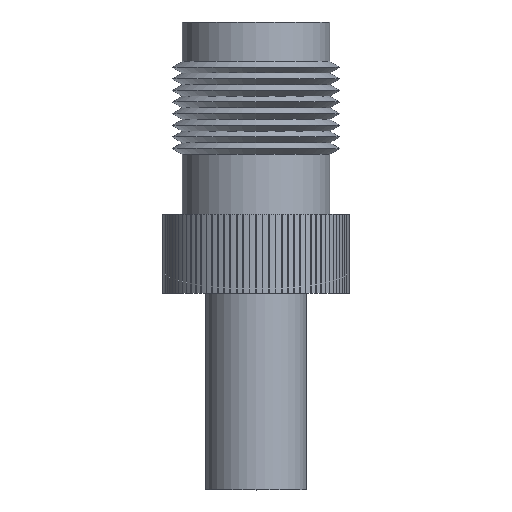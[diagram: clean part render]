
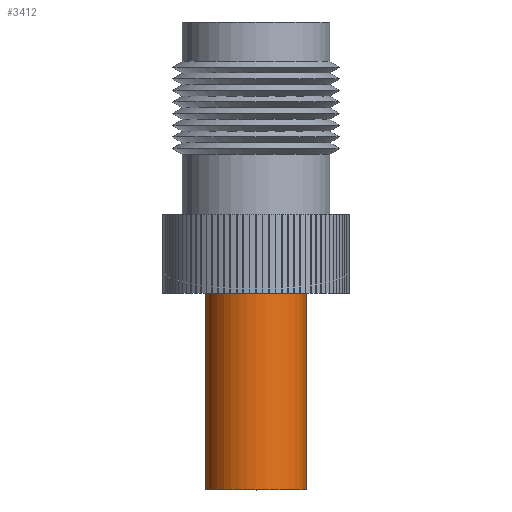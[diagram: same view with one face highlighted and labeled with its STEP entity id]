
A CAD part, top view. The second image highlights one B-rep face of the part: STEP entity #3412.
In plain terms, the highlighted cylindrical face has radius 3.251 mm (diameter 6.502 mm), a partial arc.
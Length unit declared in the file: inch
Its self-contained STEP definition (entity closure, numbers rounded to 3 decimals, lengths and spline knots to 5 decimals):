
#3357 = EDGE_CURVE ( 'NONE', #3367, #3358, #9309, .T. ) ;
#3358 = VERTEX_POINT ( 'NONE', #9305 ) ;
#3361 = VERTEX_POINT ( 'NONE', #9291 ) ;
#3363 = EDGE_CURVE ( 'NONE', #3368, #3361, #9290, .T. ) ;
#3367 = VERTEX_POINT ( 'NONE', #9281 ) ;
#3368 = VERTEX_POINT ( 'NONE', #9280 ) ;
#3412 = ADVANCED_FACE ( 'NONE', ( #9624 ), #9623, .T. ) ;
#3413 = EDGE_LOOP ( 'NONE', ( #3414, #3415, #3416, #3417 ) ) ;
#3414 = ORIENTED_EDGE ( 'NONE', *, *, #3357, .F. ) ;
#3415 = ORIENTED_EDGE ( 'NONE', *, *, #3438, .F. ) ;
#3416 = ORIENTED_EDGE ( 'NONE', *, *, #3363, .T. ) ;
#3417 = ORIENTED_EDGE ( 'NONE', *, *, #3447, .T. ) ;
#3438 = EDGE_CURVE ( 'NONE', #3368, #3367, #9497, .T. ) ;
#3447 = EDGE_CURVE ( 'NONE', #3361, #3358, #9480, .T. ) ;
#9280 = CARTESIAN_POINT ( 'NONE',  ( -0.128, 0., 0.25 ) ) ;
#9281 = CARTESIAN_POINT ( 'NONE',  ( 0.128, 0., 0.25 ) ) ;
#9287 = DIRECTION ( 'NONE',  ( 0., 0., -1. ) ) ;
#9288 = VECTOR ( 'NONE', #9287, 39.37008 ) ;
#9289 = CARTESIAN_POINT ( 'NONE',  ( -0.128, 0., 0.25 ) ) ;
#9290 = LINE ( 'NONE', #9289, #9288 ) ;
#9291 = CARTESIAN_POINT ( 'NONE',  ( -0.128, 0., -0.25 ) ) ;
#9305 = CARTESIAN_POINT ( 'NONE',  ( 0.128, 0., -0.25 ) ) ;
#9306 = DIRECTION ( 'NONE',  ( 0., 0., -1. ) ) ;
#9307 = VECTOR ( 'NONE', #9306, 39.37008 ) ;
#9308 = CARTESIAN_POINT ( 'NONE',  ( 0.128, 0., 0.25 ) ) ;
#9309 = LINE ( 'NONE', #9308, #9307 ) ;
#9436 = DIRECTION ( 'NONE',  ( 1., 0., 0. ) ) ;
#9477 = DIRECTION ( 'NONE',  ( 0., 0., 1. ) ) ;
#9478 = CARTESIAN_POINT ( 'NONE',  ( 0., 0., -0.25 ) ) ;
#9479 = AXIS2_PLACEMENT_3D ( 'NONE', #9478, #9477, #9436 ) ;
#9480 = CIRCLE ( 'NONE', #9479, 0.128 ) ;
#9493 = DIRECTION ( 'NONE',  ( 1., 0., 0. ) ) ;
#9494 = DIRECTION ( 'NONE',  ( 0., 0., 1. ) ) ;
#9495 = CARTESIAN_POINT ( 'NONE',  ( 0., 0., 0.25 ) ) ;
#9496 = AXIS2_PLACEMENT_3D ( 'NONE', #9495, #9494, #9493 ) ;
#9497 = CIRCLE ( 'NONE', #9496, 0.128 ) ;
#9504 = DIRECTION ( 'NONE',  ( -1., 0., 0. ) ) ;
#9505 = DIRECTION ( 'NONE',  ( 0., 0., -1. ) ) ;
#9506 = CARTESIAN_POINT ( 'NONE',  ( 0., 0., 0.25 ) ) ;
#9507 = AXIS2_PLACEMENT_3D ( 'NONE', #9506, #9505, #9504 ) ;
#9623 = CYLINDRICAL_SURFACE ( 'NONE', #9507, 0.128 ) ;
#9624 = FACE_OUTER_BOUND ( 'NONE', #3413, .T. ) ;
